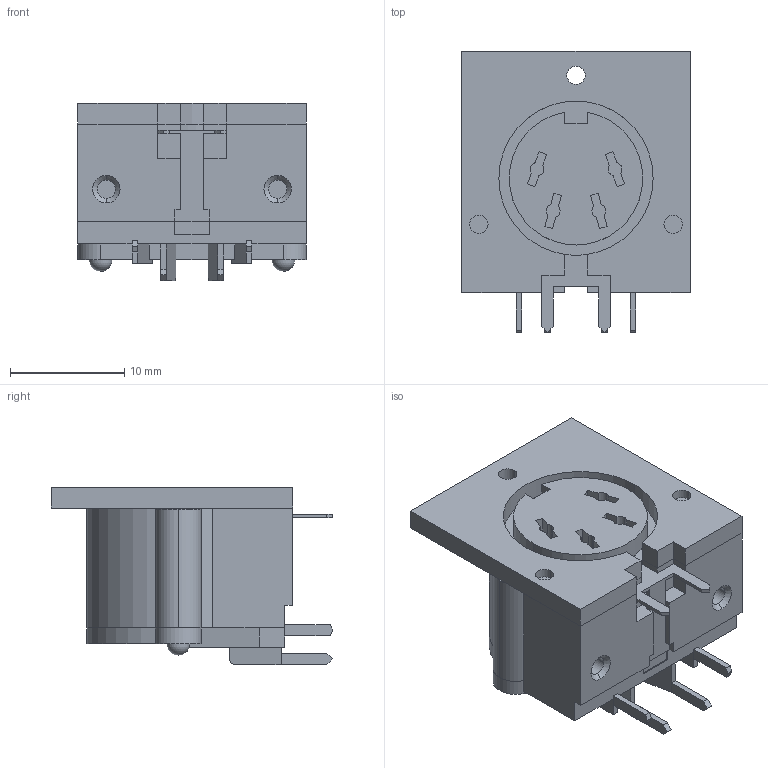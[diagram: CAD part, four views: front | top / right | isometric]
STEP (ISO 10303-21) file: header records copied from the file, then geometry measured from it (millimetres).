
FILE_DESCRIPTION (( 'STEP AP214' ), '1' );
FILE_NAME ('CUI_SDS-40J.STEP', '2019-01-09T17:15:25', ( '' ), ( '' ), 'SwSTEP 2.0', 'SolidWorks 2017', '' );
FILE_SCHEMA (( 'AUTOMOTIVE_DESIGN' ));
Length unit declared in the file: millimetre
Products named in the file (1): CUI_SDS-40J
Bounding box: 20 x 24.6 x 15.5 mm (x, y, z)
Volume: 4186.5 mm3; surface area: 3560.3 mm2
Topology: 10 solids, 10 shells, 213 faces, 555 edges, 368 vertices
Faces by surface type: plane 163, cylinder 44, cone 4, sphere 2
Entity records: 8821 total; most frequent: CARTESIAN_POINT 1131, ORIENTED_EDGE 1102, DIRECTION 1079, EDGE_CURVE 551, VECTOR 451, LINE 451, VERTEX_POINT 366, AXIS2_PLACEMENT_3D 314
